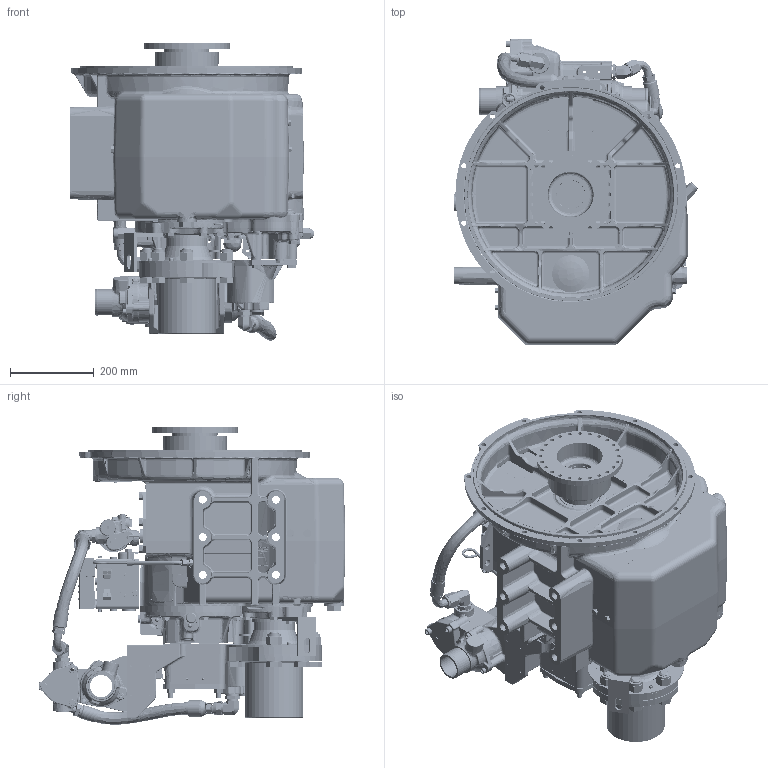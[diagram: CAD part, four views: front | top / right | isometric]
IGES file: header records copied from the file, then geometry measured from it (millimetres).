
Start section: SolidWorks IGES file using analytic representation for surfaces
Global section: file name: PX13252B.IGS; native system: SolidWorks 2010; preprocessor: SolidWorks 2010; author: DVandooren; date: 150916.092938; units: millimetre
Bounding box: 584 x 734.67 x 712.15 mm (x, y, z)
Surface area: 3698020.8 mm2 (no closed solid volume)
Topology: 0 solids, 0 shells, 7721 faces, 122235 edges, 122068 vertices
Faces by surface type: bspline 4522, revolution 3199
